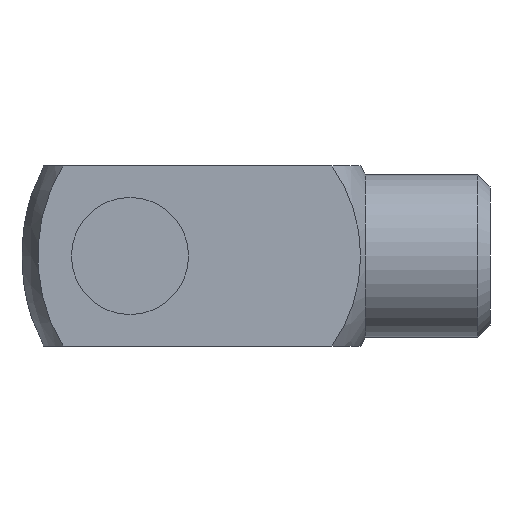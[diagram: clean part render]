
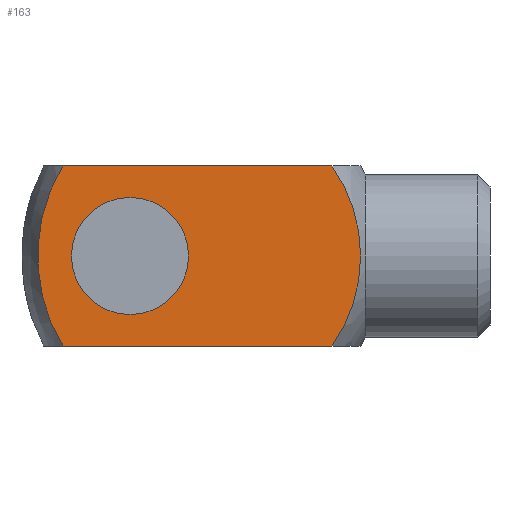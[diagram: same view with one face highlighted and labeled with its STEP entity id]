
A CAD part, front view. The second image highlights one B-rep face of the part: STEP entity #163.
In plain terms, the highlighted planar face has unit normal (0, -1, 0).
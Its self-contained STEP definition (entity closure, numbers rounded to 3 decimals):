
#163 = ADVANCED_FACE( '', ( #338, #339 ), #340, .T. );
#338 = FACE_BOUND( '', #549, .T. );
#339 = FACE_OUTER_BOUND( '', #550, .T. );
#340 = PLANE( '', #551 );
#549 = EDGE_LOOP( '', ( #981 ) );
#550 = EDGE_LOOP( '', ( #982, #983, #984, #985 ) );
#551 = AXIS2_PLACEMENT_3D( '', #986, #987, #988 );
#981 = ORIENTED_EDGE( '', *, *, #1059, .F. );
#982 = ORIENTED_EDGE( '', *, *, #1064, .F. );
#983 = ORIENTED_EDGE( '', *, *, #1152, .T. );
#984 = ORIENTED_EDGE( '', *, *, #1113, .F. );
#985 = ORIENTED_EDGE( '', *, *, #1122, .T. );
#986 = CARTESIAN_POINT( '', ( 20., -5., 15. ) );
#987 = DIRECTION( '', ( 0., -1., 0. ) );
#988 = DIRECTION( '', ( 0., 0., -1. ) );
#1059 = EDGE_CURVE( '', #1280, #1280, #1281, .T. );
#1064 = EDGE_CURVE( '', #1288, #1283, #1290, .F. );
#1113 = EDGE_CURVE( '', #1366, #1367, #1368, .T. );
#1122 = EDGE_CURVE( '', #1366, #1283, #1379, .T. );
#1152 = EDGE_CURVE( '', #1288, #1367, #1415, .T. );
#1280 = VERTEX_POINT( '', #1614 );
#1281 = CIRCLE( '', #1615, 3.25 );
#1283 = VERTEX_POINT( '', #1617 );
#1288 = VERTEX_POINT( '', #1622 );
#1290 = CIRCLE( '', #1624, 8.66 );
#1366 = VERTEX_POINT( '', #1757 );
#1367 = VERTEX_POINT( '', #1758 );
#1368 = B_SPLINE_CURVE_WITH_KNOTS( '', 3, ( #1759, #1760, #1761, #1762, #1763, #1764, #1765, #1766, #1767, #1768, #1769, #1770 ), .UNSPECIFIED., .F., .F., ( 4, 2, 2, 2, 2, 4 ), ( 0.052, 0.054, 0.056, 0.057, 0.06, 0.062 ), .UNSPECIFIED. );
#1379 = LINE( '', #1794, #1795 );
#1415 = LINE( '', #1857, #1858 );
#1614 = CARTESIAN_POINT( '', ( 0., -5., -3.25 ) );
#1615 = AXIS2_PLACEMENT_3D( '', #1957, #1958, #1959 );
#1617 = CARTESIAN_POINT( '', ( 11.221, -5., -5. ) );
#1622 = CARTESIAN_POINT( '', ( 11.221, -5., 5. ) );
#1624 = AXIS2_PLACEMENT_3D( '', #1969, #1970, #1971 );
#1757 = CARTESIAN_POINT( '', ( -3.716, -5., -5. ) );
#1758 = CARTESIAN_POINT( '', ( -3.716, -5., 5. ) );
#1759 = CARTESIAN_POINT( '', ( -3.716, -5., -5. ) );
#1760 = CARTESIAN_POINT( '', ( -4.182, -5., -4.251 ) );
#1761 = CARTESIAN_POINT( '', ( -4.531, -5., -3.451 ) );
#1762 = CARTESIAN_POINT( '', ( -4.886, -5., -2.178 ) );
#1763 = CARTESIAN_POINT( '', ( -4.975, -5., -1.745 ) );
#1764 = CARTESIAN_POINT( '', ( -5.093, -5., -0.876 ) );
#1765 = CARTESIAN_POINT( '', ( -5.122, -5., -0.437 ) );
#1766 = CARTESIAN_POINT( '', ( -5.121, -5., 0.889 ) );
#1767 = CARTESIAN_POINT( '', ( -5.004, -5., 1.756 ) );
#1768 = CARTESIAN_POINT( '', ( -4.529, -5., 3.458 ) );
#1769 = CARTESIAN_POINT( '', ( -4.179, -5., 4.257 ) );
#1770 = CARTESIAN_POINT( '', ( -3.716, -5., 5. ) );
#1794 = CARTESIAN_POINT( '', ( 20., -5., -5. ) );
#1795 = VECTOR( '', #2023, 1000. );
#1857 = CARTESIAN_POINT( '', ( 20., -5., 5. ) );
#1858 = VECTOR( '', #2053, 1000. );
#1957 = CARTESIAN_POINT( '', ( 0., -5., 0. ) );
#1958 = DIRECTION( '', ( 0., -1., 0. ) );
#1959 = DIRECTION( '', ( 0., 0., -1. ) );
#1969 = CARTESIAN_POINT( '', ( 4.15, -5., 0. ) );
#1970 = DIRECTION( '', ( 0., -1., 0. ) );
#1971 = DIRECTION( '', ( 0., 0., -1. ) );
#2023 = DIRECTION( '', ( 1., 0., 0. ) );
#2053 = DIRECTION( '', ( -1., 0., 0. ) );
